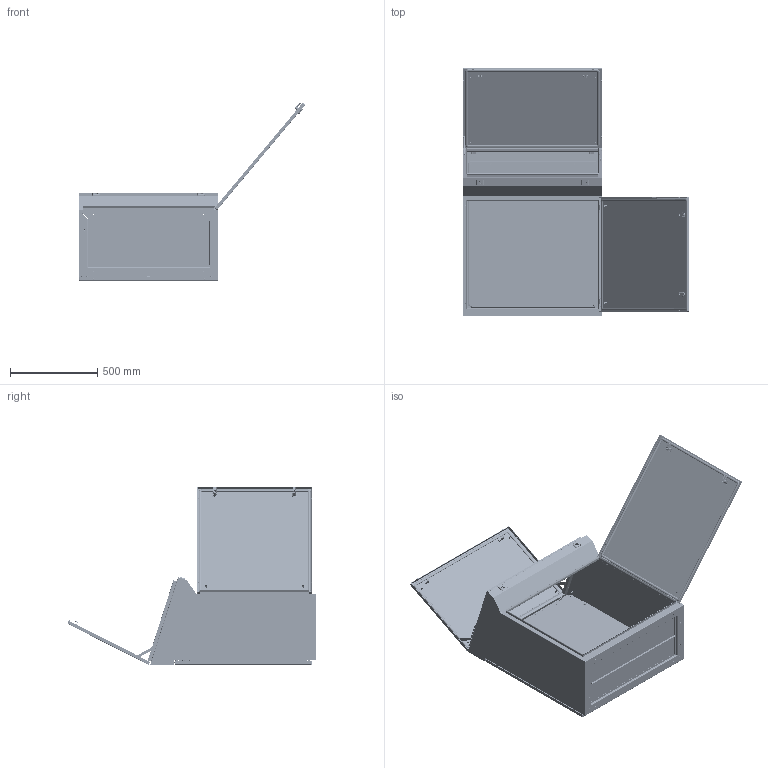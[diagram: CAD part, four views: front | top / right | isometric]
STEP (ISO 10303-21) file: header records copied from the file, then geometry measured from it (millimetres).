
FILE_DESCRIPTION (( 'STEP AP203' ), '1' );
FILE_NAME ('R5PN800.step', '2013-04-26T13:12:00', ( 'User' ), ( 'DKC' ), 'SwSTEP 2.0', 'SolidWorks 2012', '' );
FILE_SCHEMA (( 'CONFIG_CONTROL_DESIGN' ));
Length unit declared in the file: millimetre
Products named in the file (63): R5PN800; AC00C380 for transportation; AC00C453; Bottom plate PN_LE04C006 800x1600; Inserto filettato M6...; Flange Nut M81_Flange Nut M8; Mounting plate PN_LE07C016 800; Screw M8 x 40_ISO 4016 - M8 x 40 x 40-NS; Coverstop PN (mirror) (1)_AC00C452; Assem back panel_LE02C077  800mm; PN sealant for back panel_800; Back panel_800; Rounded head screw with cross slot M6 x 12_ISO 7045 - M6 x 12 - Z --- 12S; capscrew with recessed hexahedron m6 x 10_ISO 4762 M6 x 10 --- 10S; AC00C172 new; Handle for desk_�� 㬮�砭��; Piastrina AC00C347_�� 㬮�砭��; Assem door_LE02C067  800mm; MOLLA AC00C344_AC00C344; Handle small door CE_�� 㬮�砭��; Sealant AC00356_�� 㬮�砭��; AC00C348_�� 㬮�砭��; Hex Flange Bolt M6x10_ISO 4162 - M6 x 12 x 12-S; Linguetta CE_handle CE; Inserto a doppio pettine AC00C443_AC00C343; BASETTA ESTERNA PER BOX AC00C503_AC00C503; End-cup AC00C112; PN sealant for door_800; Door_800; Assem cover_LE02C061  800mm; AC00C112; CERNIERA SALDATA_AC00C398; lock catch LE02C082; PN sealant for cover_800; Cover_800; End-cup AC00C383; Hinge CE (180 mirror); Hinge CE (180); Hinge CE (mirror) (1); Hinge CE (1) ...
Assembly tree (173 placements, depth 4):
  R5PN800
    Body of control desk PN_LE01S009  800mm
      Left side PN LE01C051_LE01C051
      Front bottom profile_LE01C054  800mm
      Back bottom profile_LE01C066  800mm
      Front top profile (+K=0.5) _LE01C060  800mm
      Back top profile_LE01C072  800mm
      Left side PN LE01C051_MirrorLE01C051
      land_�� 㬮�砭��  x6
      end-cap_AC00C061  x6
    Coverstop PN (1)_AC00C452
      AC00C452_AC00C452
      vite m5x10 ac00c274_Vite M5x10 AC00C274  x2
      Flange Nut M5_Flange Nut M5  x2
      AC00C279_AC00C279
      bar AC00C278
      Øàéáà 3.65Ã ÃÎÑÒ 11648-75 (1)_˜ ©¡  3.65ƒ ƒŽ‘’ 11648-75
      Øàéáà 5.65Ã ÃÎÑÒ 11648-75 (1)_˜ ©¡  5.65ƒ ƒŽ‘’ 11648-75
      Prigioniero PFH-M5-12_�� 㬮�砭��
      Nut M5 A3200001_A3200001
    Hinge CE (1)
      blocchetto fissaggio cerniera AC00C354_AC00C354
      CERNIERA AC00C399
      Tapping screw 4.2x16 (1)_Tapping screw 4.2x16  x2
      Perno AC00C401 (3)_AC00C401
    Hinge CE (mirror) (1)
      blocchetto fissaggio cerniera AC00C354_AC00C354
      CERNIERA AC00C399
      Tapping screw 4.2x16 (1)_Tapping screw 4.2x16  x2
      Perno AC00C401 (3)_AC00C401
    Hinge CE (180)
      blocchetto fissaggio cerniera AC00C354_AC00C354
      CERNIERA AC00C399
      Tapping screw 4.2x16 (1)_Tapping screw 4.2x16  x2
      Perno AC00C401 (3)_AC00C401
    Hinge CE (180 mirror)
      blocchetto fissaggio cerniera AC00C354_AC00C354
      CERNIERA AC00C399
      Tapping screw 4.2x16 (1)_Tapping screw 4.2x16  x2
      Perno AC00C401 (3)_AC00C401
    End-cup AC00C383  x2
    Assem cover_LE02C061  800mm
      Cover_800
      PN sealant for cover_800
      lock catch LE02C082  x2
      CERNIERA SALDATA_AC00C398  x2
      AC00C112  x2
      land_�� 㬮�砭��  x4
      end-cap_AC00C061  x4
    Assem door_LE02C067  800mm
      Door_800
      PN sealant for door_800
      CERNIERA SALDATA_AC00C398  x2
      End-cup AC00C112  x4
      Handle small door CE_�� 㬮�砭��  x2
        BASETTA ESTERNA PER BOX AC00C503_AC00C503
        Inserto a doppio pettine AC00C443_AC00C343
        Linguetta CE_handle CE
        Hex Flange Bolt M6x10_ISO 4162 - M6 x 12 x 12-S
        AC00C348_�� 㬮�砭��
Bounding box: 1296.36 x 1424.11 x 1022.69 mm (x, y, z)
Volume: 7714645.2 mm3; surface area: 8864829.4 mm2
Topology: 185 solids, 185 shells, 15393 faces, 40610 edges, 25864 vertices
Faces by surface type: bspline 4694, cylinder 3836, plane 3791, cone 2720, torus 312, sphere 40
Entity records: 200758 total; most frequent: CARTESIAN_POINT 104471, ORIENTED_EDGE 18736, DIRECTION 17200, EDGE_CURVE 9368, AXIS2_PLACEMENT_3D 6165, VERTEX_POINT 5798, VECTOR 4870, LINE 4870
